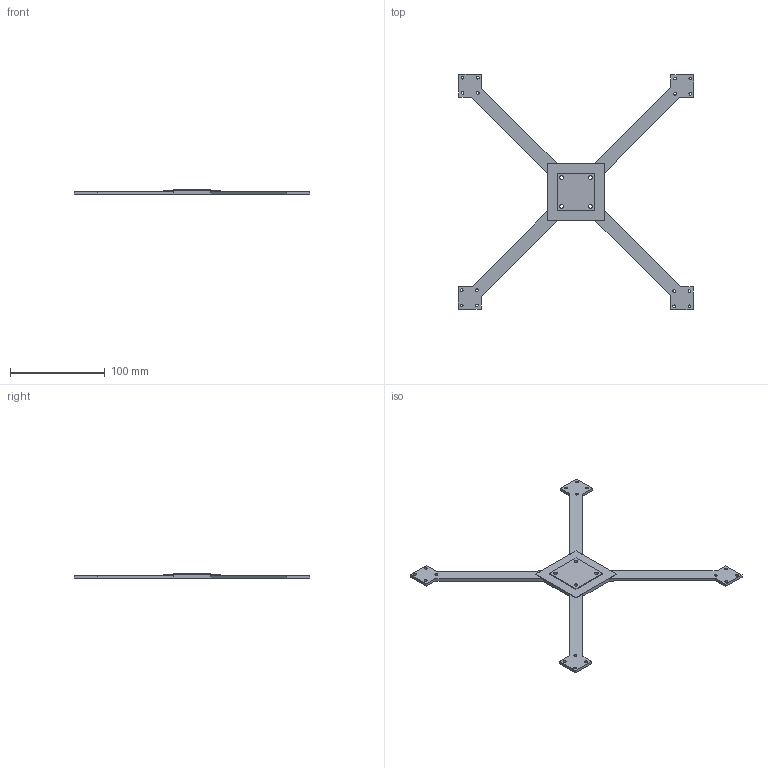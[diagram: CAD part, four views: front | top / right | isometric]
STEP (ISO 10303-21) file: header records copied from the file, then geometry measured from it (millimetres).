
FILE_DESCRIPTION(/* description */ (''),/* implementation_level */ '2;1');
FILE_NAME(/* name */ 'quadcopter_frame.step',/* time_stamp */ '2025-07-18T12:56:46-04:00',/* author */ (''),/* organization */ (''),/* preprocessor_version */ 'ST-DEVELOPER v20.1',/* originating_system */ 'Autodesk Translation Framework v14.10.0.0',/* authorisation */ '');
FILE_SCHEMA (('AUTOMOTIVE_DESIGN { 1 0 10303 214 3 1 1 }'));
Length unit declared in the file: millimetre
Products named in the file (1): 2025-07-17-20-15-15-900
Bounding box: 248.75 x 248.75 x 5 mm (x, y, z)
Volume: 40123.2 mm3; surface area: 28574.2 mm2
Topology: 1 solids, 1 shells, 59 faces, 168 edges, 112 vertices
Faces by surface type: plane 39, cylinder 20
Full cylindrical faces by diameter (mm): 3 x16, 4 x4
Entity records: 2035 total; most frequent: CARTESIAN_POINT 340, ORIENTED_EDGE 336, DIRECTION 328, EDGE_CURVE 168, LINE 128, VECTOR 128, VERTEX_POINT 112, EDGE_LOOP 100
